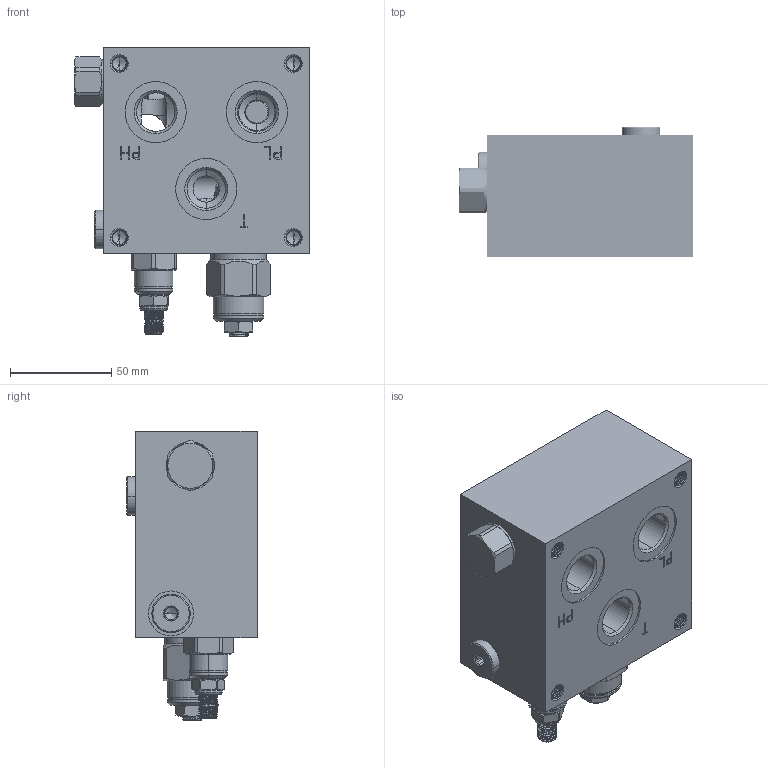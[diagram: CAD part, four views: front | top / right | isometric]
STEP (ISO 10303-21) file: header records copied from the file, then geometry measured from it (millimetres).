
FILE_DESCRIPTION (( 'STEP AP203' ), '1' );
FILE_NAME ('ML-60-HLP-G04-Z01.STEP', '2026-02-26T03:48:59', ( '' ), ( '' ), 'SwSTEP 2.0', 'SolidWorks 2018', '' );
FILE_SCHEMA (( 'CONFIG_CONTROL_DESIGN' ));
Length unit declared in the file: millimetre
Products named in the file (19): 6GFU12A009; 6GJF1A006_組合用; 6DBG02A001; 4DBA090001_組合用(7.68); 6EF060HLPG04A001; 4KE161101A001; ML-60-HLP-G04-Z01; 5DBP00A002; 4DBA100001; 6GL09A003; 7DBG02A001; 6GL12A006_組合用; 6GJF1A002; 7BARP010A20018-11; 6EF060HLPG04B002; 6GX14A00001; 7BACB002A30040-11; 6GJE2E006; 6GFU12A005_組合件(1.1)
Assembly tree (19 placements, depth 4):
  ML-60-HLP-G04-Z01
    6EF060HLPG04B002
      5DBP00A002
      6EF060HLPG04A001
      7DBG02A001  x2
        4KE161101A001
        6DBG02A001
    6GJF1A002
    7BARP010A20018-11
      4DBA090001_組合用(7.68)
      6GFU12A005_組合件(1.1)
      6GJF1A006_組合用
      6GL12A006_組合用
    7BACB002A30040-11
      4DBA100001
      6GFU12A009
      6GJE2E006
      6GL09A003
      6GX14A00001
Bounding box: 116.1 x 64.3 x 142.96 mm (x, y, z)
Volume: 554344.9 mm3; surface area: 101009 mm2
Topology: 16 solids, 16 shells, 1605 faces, 4161 edges, 2632 vertices
Faces by surface type: cylinder 709, plane 416, cone 312, bspline 97, torus 71
Entity records: 85741 total; most frequent: CARTESIAN_POINT 48022, ORIENTED_EDGE 7952, DIRECTION 7053, EDGE_CURVE 3976, AXIS2_PLACEMENT_3D 2695, VERTEX_POINT 2532, EDGE_LOOP 1664, VECTOR 1663
